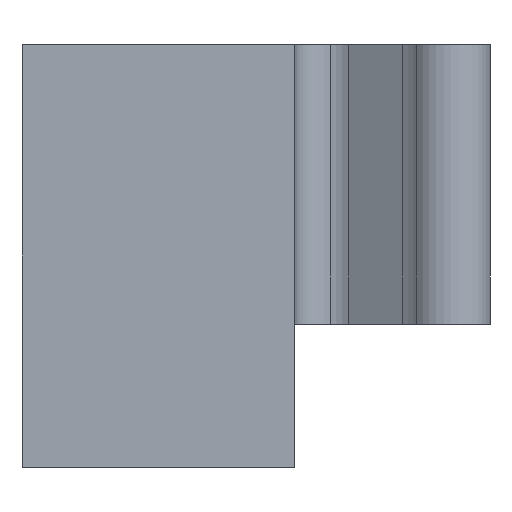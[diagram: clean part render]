
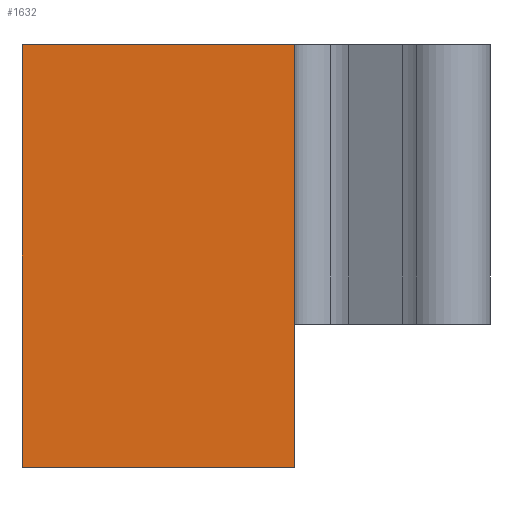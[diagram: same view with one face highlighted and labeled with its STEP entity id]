
A CAD part, left-side view. The second image highlights one B-rep face of the part: STEP entity #1632.
In plain terms, the highlighted planar face has unit normal (-1, 0, 0).
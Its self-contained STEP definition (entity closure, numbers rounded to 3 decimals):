
#80 = VERTEX_POINT ( 'NONE', #172 ) ;
#97 = VECTOR ( 'NONE', #436, 1000. ) ;
#154 = VECTOR ( 'NONE', #512, 1000. ) ;
#172 = CARTESIAN_POINT ( 'NONE',  ( -10.25, 0., 2.95 ) ) ;
#192 = VECTOR ( 'NONE', #511, 1000. ) ;
#269 = DIRECTION ( 'NONE',  ( 0., 1., 0. ) ) ;
#334 = CARTESIAN_POINT ( 'NONE',  ( -10.25, 3.8, 2.95 ) ) ;
#436 = DIRECTION ( 'NONE',  ( 0., -1., 0. ) ) ;
#511 = DIRECTION ( 'NONE',  ( 0., -1., 0. ) ) ;
#512 = DIRECTION ( 'NONE',  ( 0., 0., -1. ) ) ;
#554 = LINE ( 'NONE', #1994, #97 ) ;
#781 = EDGE_CURVE ( 'NONE', #80, #1939, #1937, .T. ) ;
#806 = LINE ( 'NONE', #1841, #192 ) ;
#949 = PLANE ( 'NONE',  #1226 ) ;
#962 = CARTESIAN_POINT ( 'NONE',  ( -10.25, 0., 2.95 ) ) ;
#970 = VERTEX_POINT ( 'NONE', #334 ) ;
#1058 = CARTESIAN_POINT ( 'NONE',  ( -10.25, 0., -2.95 ) ) ;
#1094 = VECTOR ( 'NONE', #1606, 1000. ) ;
#1226 = AXIS2_PLACEMENT_3D ( 'NONE', #1391, #1620, #269 ) ;
#1391 = CARTESIAN_POINT ( 'NONE',  ( -10.25, 3.8, 2.95 ) ) ;
#1606 = DIRECTION ( 'NONE',  ( 0., 0., -1. ) ) ;
#1613 = EDGE_CURVE ( 'NONE', #970, #2183, #2865, .T. ) ;
#1620 = DIRECTION ( 'NONE',  ( 1., 0., 0. ) ) ;
#1632 = ADVANCED_FACE ( 'NONE', ( #1671 ), #949, .F. ) ;
#1671 = FACE_OUTER_BOUND ( 'NONE', #2648, .T. ) ;
#1729 = EDGE_CURVE ( 'NONE', #2183, #1939, #806, .T. ) ;
#1811 = ORIENTED_EDGE ( 'NONE', *, *, #1729, .T. ) ;
#1841 = CARTESIAN_POINT ( 'NONE',  ( -10.25, 3.8, -2.95 ) ) ;
#1937 = LINE ( 'NONE', #962, #154 ) ;
#1939 = VERTEX_POINT ( 'NONE', #1058 ) ;
#1994 = CARTESIAN_POINT ( 'NONE',  ( -10.25, 3.8, 2.95 ) ) ;
#2157 = ORIENTED_EDGE ( 'NONE', *, *, #781, .F. ) ;
#2183 = VERTEX_POINT ( 'NONE', #2755 ) ;
#2477 = ORIENTED_EDGE ( 'NONE', *, *, #1613, .T. ) ;
#2563 = EDGE_CURVE ( 'NONE', #970, #80, #554, .T. ) ;
#2648 = EDGE_LOOP ( 'NONE', ( #1811, #2157, #2651, #2477 ) ) ;
#2651 = ORIENTED_EDGE ( 'NONE', *, *, #2563, .F. ) ;
#2717 = CARTESIAN_POINT ( 'NONE',  ( -10.25, 3.8, 2.95 ) ) ;
#2755 = CARTESIAN_POINT ( 'NONE',  ( -10.25, 3.8, -2.95 ) ) ;
#2865 = LINE ( 'NONE', #2717, #1094 ) ;
